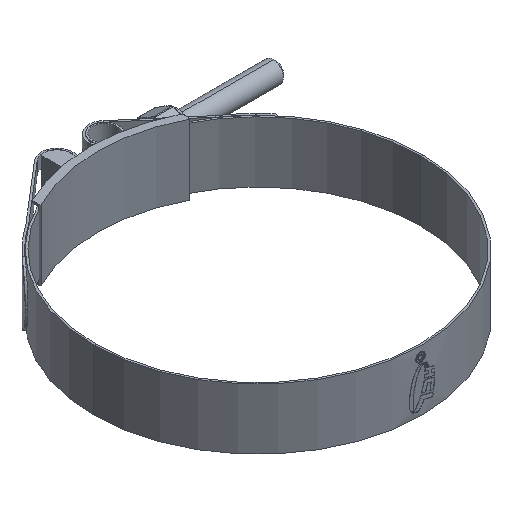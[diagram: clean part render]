
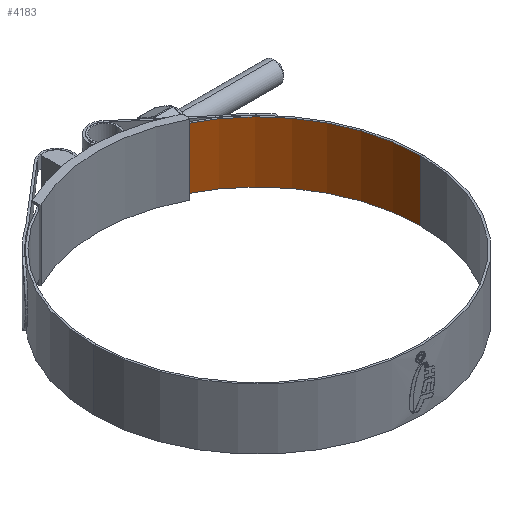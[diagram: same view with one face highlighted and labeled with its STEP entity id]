
A CAD part, isometric view. The second image highlights one B-rep face of the part: STEP entity #4183.
In plain terms, the highlighted cylindrical face has radius 51 mm (diameter 102 mm), a partial arc.
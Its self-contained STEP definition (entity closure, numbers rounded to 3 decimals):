
#200 = DIRECTION ( 'NONE',  ( -1., 0., 0. ) ) ;
#1359 = CARTESIAN_POINT ( 'NONE',  ( 51., 0., 9.525 ) ) ;
#1647 = AXIS2_PLACEMENT_3D ( 'NONE', #7832, #4553, #200 ) ;
#2718 = VERTEX_POINT ( 'NONE', #12980 ) ;
#2905 = ORIENTED_EDGE ( 'NONE', *, *, #4110, .F. ) ;
#3035 = CIRCLE ( 'NONE', #11141, 51. ) ;
#3123 = VERTEX_POINT ( 'NONE', #3730 ) ;
#3395 = CYLINDRICAL_SURFACE ( 'NONE', #1647, 51. ) ;
#3455 = VERTEX_POINT ( 'NONE', #11913 ) ;
#3481 = DIRECTION ( 'NONE',  ( -1., 0., 0. ) ) ;
#3730 = CARTESIAN_POINT ( 'NONE',  ( 6.83, 50.541, 9.525 ) ) ;
#4110 = EDGE_CURVE ( 'NONE', #8458, #2718, #5858, .T. ) ;
#4122 = DIRECTION ( 'NONE',  ( -1., 0., 0. ) ) ;
#4183 = ADVANCED_FACE ( 'NONE', ( #10068 ), #3395, .F. ) ;
#4275 = DIRECTION ( 'NONE',  ( 0., 0., -1. ) ) ;
#4422 = ORIENTED_EDGE ( 'NONE', *, *, #4862, .T. ) ;
#4553 = DIRECTION ( 'NONE',  ( 0., 0., -1. ) ) ;
#4862 = EDGE_CURVE ( 'NONE', #3455, #2718, #3035, .T. ) ;
#5858 = LINE ( 'NONE', #1359, #6756 ) ;
#5899 = EDGE_LOOP ( 'NONE', ( #2905, #6522, #9031, #4422 ) ) ;
#6522 = ORIENTED_EDGE ( 'NONE', *, *, #10860, .F. ) ;
#6738 = DIRECTION ( 'NONE',  ( 0., 0., -1. ) ) ;
#6756 = VECTOR ( 'NONE', #6738, 1000. ) ;
#7832 = CARTESIAN_POINT ( 'NONE',  ( 0., 0., 9.525 ) ) ;
#8421 = CIRCLE ( 'NONE', #12121, 51. ) ;
#8458 = VERTEX_POINT ( 'NONE', #11529 ) ;
#8643 = VECTOR ( 'NONE', #4275, 1000. ) ;
#8990 = CARTESIAN_POINT ( 'NONE',  ( 0., 0., -9.525 ) ) ;
#9031 = ORIENTED_EDGE ( 'NONE', *, *, #10830, .T. ) ;
#9639 = DIRECTION ( 'NONE',  ( 0., 0., -1. ) ) ;
#10068 = FACE_OUTER_BOUND ( 'NONE', #5899, .T. ) ;
#10830 = EDGE_CURVE ( 'NONE', #3123, #3455, #10945, .T. ) ;
#10860 = EDGE_CURVE ( 'NONE', #3123, #8458, #8421, .T. ) ;
#10872 = CARTESIAN_POINT ( 'NONE',  ( 6.83, 50.541, 9.525 ) ) ;
#10945 = LINE ( 'NONE', #10872, #8643 ) ;
#11141 = AXIS2_PLACEMENT_3D ( 'NONE', #8990, #13405, #3481 ) ;
#11529 = CARTESIAN_POINT ( 'NONE',  ( 51., 0., 9.525 ) ) ;
#11886 = CARTESIAN_POINT ( 'NONE',  ( 0., 0., 9.525 ) ) ;
#11913 = CARTESIAN_POINT ( 'NONE',  ( 6.83, 50.541, -9.525 ) ) ;
#12121 = AXIS2_PLACEMENT_3D ( 'NONE', #11886, #9639, #4122 ) ;
#12980 = CARTESIAN_POINT ( 'NONE',  ( 51., 0., -9.525 ) ) ;
#13405 = DIRECTION ( 'NONE',  ( 0., 0., -1. ) ) ;
